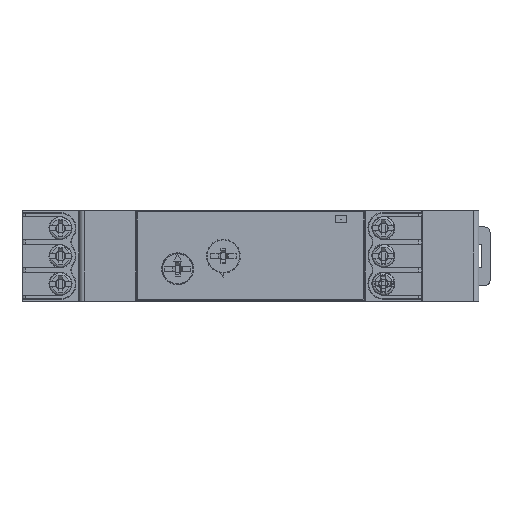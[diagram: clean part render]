
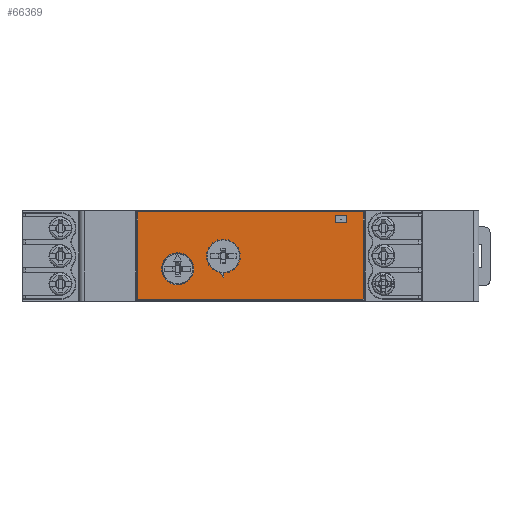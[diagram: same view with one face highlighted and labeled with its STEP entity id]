
A CAD part, top view. The second image highlights one B-rep face of the part: STEP entity #66369.
In plain terms, the highlighted planar face has unit normal (0, 0, 1).
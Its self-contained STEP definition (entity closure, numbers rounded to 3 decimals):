
#2132=B_SPLINE_CURVE_WITH_KNOTS('',3,(#128438,#128439,#128440,#128441),
 .UNSPECIFIED.,.F.,.F.,(4,4),(0.,1.),.UNSPECIFIED.);
#2133=B_SPLINE_CURVE_WITH_KNOTS('',3,(#128460,#128461,#128462,#128463),
 .UNSPECIFIED.,.F.,.F.,(4,4),(0.,1.),.UNSPECIFIED.);
#2134=B_SPLINE_CURVE_WITH_KNOTS('',3,(#128464,#128465,#128466,#128467),
 .UNSPECIFIED.,.F.,.F.,(4,4),(0.,1.),.UNSPECIFIED.);
#2135=B_SPLINE_CURVE_WITH_KNOTS('',3,(#128468,#128469,#128470,#128471),
 .UNSPECIFIED.,.F.,.F.,(4,4),(0.,1.),.UNSPECIFIED.);
#2136=B_SPLINE_CURVE_WITH_KNOTS('',3,(#128472,#128473,#128474,#128475),
 .UNSPECIFIED.,.F.,.F.,(4,4),(0.,1.),.UNSPECIFIED.);
#4180=PLANE('',#73390);
#5983=CIRCLE('',#73391,3.15);
#5984=CIRCLE('',#73392,3.06);
#5985=CIRCLE('',#73393,2.7);
#5986=CIRCLE('',#73394,3.06);
#5987=CIRCLE('',#73395,2.7);
#11868=LINE('',#128344,#18002);
#11869=LINE('',#128352,#18003);
#11872=LINE('',#128374,#18006);
#11874=LINE('',#128389,#18008);
#11883=LINE('',#128431,#18017);
#11884=LINE('',#128434,#18018);
#11885=LINE('',#128436,#18019);
#11886=LINE('',#128447,#18020);
#11887=LINE('',#128451,#18021);
#11888=LINE('',#128455,#18022);
#11889=LINE('',#128459,#18023);
#18002=VECTOR('',#90256,1000.);
#18003=VECTOR('',#90259,1000.);
#18006=VECTOR('',#90264,1000.);
#18008=VECTOR('',#90268,1000.);
#18017=VECTOR('',#90295,1000.);
#18018=VECTOR('',#90296,1000.);
#18019=VECTOR('',#90297,1000.);
#18020=VECTOR('',#90302,1000.);
#18021=VECTOR('',#90305,1000.);
#18022=VECTOR('',#90308,1000.);
#18023=VECTOR('',#90311,1000.);
#36732=ORIENTED_EDGE('',*,*,#46787,.T.);
#36733=ORIENTED_EDGE('',*,*,#46788,.T.);
#36734=ORIENTED_EDGE('',*,*,#46789,.T.);
#36735=ORIENTED_EDGE('',*,*,#46790,.F.);
#36736=ORIENTED_EDGE('',*,*,#46791,.F.);
#36737=ORIENTED_EDGE('',*,*,#46792,.F.);
#36738=ORIENTED_EDGE('',*,*,#46793,.F.);
#36739=ORIENTED_EDGE('',*,*,#46794,.F.);
#36740=ORIENTED_EDGE('',*,*,#46795,.T.);
#36741=ORIENTED_EDGE('',*,*,#46796,.F.);
#36742=ORIENTED_EDGE('',*,*,#46797,.F.);
#36743=ORIENTED_EDGE('',*,*,#46798,.F.);
#36744=ORIENTED_EDGE('',*,*,#46799,.T.);
#36745=ORIENTED_EDGE('',*,*,#46766,.F.);
#36746=ORIENTED_EDGE('',*,*,#46800,.T.);
#36747=ORIENTED_EDGE('',*,*,#46758,.T.);
#36748=ORIENTED_EDGE('',*,*,#46801,.T.);
#36749=ORIENTED_EDGE('',*,*,#46760,.T.);
#36750=ORIENTED_EDGE('',*,*,#46802,.T.);
#36751=ORIENTED_EDGE('',*,*,#46770,.F.);
#36752=ORIENTED_EDGE('',*,*,#46803,.T.);
#46758=EDGE_CURVE('',#53063,#53066,#11868,.T.);
#46760=EDGE_CURVE('',#53069,#53067,#11869,.T.);
#46766=EDGE_CURVE('',#53074,#53071,#11872,.T.);
#46770=EDGE_CURVE('',#53078,#53075,#11874,.T.);
#46787=EDGE_CURVE('',#53087,#53088,#11883,.T.);
#46788=EDGE_CURVE('',#53088,#53089,#11884,.T.);
#46789=EDGE_CURVE('',#53089,#53090,#11885,.T.);
#46790=EDGE_CURVE('',#53087,#53090,#2132,.F.);
#46791=EDGE_CURVE('',#53091,#53091,#5983,.T.);
#46792=EDGE_CURVE('',#53092,#53093,#5984,.T.);
#46793=EDGE_CURVE('',#53094,#53092,#11886,.T.);
#46794=EDGE_CURVE('',#53095,#53094,#5985,.T.);
#46795=EDGE_CURVE('',#53095,#53096,#11887,.T.);
#46796=EDGE_CURVE('',#53097,#53096,#5986,.T.);
#46797=EDGE_CURVE('',#53098,#53097,#11888,.T.);
#46798=EDGE_CURVE('',#53099,#53098,#5987,.T.);
#46799=EDGE_CURVE('',#53099,#53093,#11889,.T.);
#46800=EDGE_CURVE('',#53074,#53063,#2133,.T.);
#46801=EDGE_CURVE('',#53066,#53069,#2134,.T.);
#46802=EDGE_CURVE('',#53067,#53075,#2135,.T.);
#46803=EDGE_CURVE('',#53078,#53071,#2136,.T.);
#53063=VERTEX_POINT('',#128335);
#53066=VERTEX_POINT('',#128343);
#53067=VERTEX_POINT('',#128350);
#53069=VERTEX_POINT('',#128353);
#53071=VERTEX_POINT('',#128365);
#53074=VERTEX_POINT('',#128373);
#53075=VERTEX_POINT('',#128380);
#53078=VERTEX_POINT('',#128388);
#53087=VERTEX_POINT('',#128432);
#53088=VERTEX_POINT('',#128433);
#53089=VERTEX_POINT('',#128435);
#53090=VERTEX_POINT('',#128437);
#53091=VERTEX_POINT('',#128443);
#53092=VERTEX_POINT('',#128445);
#53093=VERTEX_POINT('',#128446);
#53094=VERTEX_POINT('',#128448);
#53095=VERTEX_POINT('',#128450);
#53096=VERTEX_POINT('',#128452);
#53097=VERTEX_POINT('',#128454);
#53098=VERTEX_POINT('',#128456);
#53099=VERTEX_POINT('',#128458);
#57471=EDGE_LOOP('',(#36732,#36733,#36734,#36735));
#57472=EDGE_LOOP('',(#36736));
#57473=EDGE_LOOP('',(#36737,#36738,#36739,#36740,#36741,#36742,#36743,#36744));
#57474=EDGE_LOOP('',(#36745,#36746,#36747,#36748,#36749,#36750,#36751,#36752));
#61569=FACE_BOUND('',#57471,.T.);
#61570=FACE_BOUND('',#57472,.T.);
#61571=FACE_BOUND('',#57473,.T.);
#61572=FACE_BOUND('',#57474,.T.);
#66369=ADVANCED_FACE('',(#61569,#61570,#61571,#61572),#4180,.T.);
#73390=AXIS2_PLACEMENT_3D('',#128430,#90293,#90294);
#73391=AXIS2_PLACEMENT_3D('',#128442,#90298,#90299);
#73392=AXIS2_PLACEMENT_3D('',#128444,#90300,#90301);
#73393=AXIS2_PLACEMENT_3D('',#128449,#90303,#90304);
#73394=AXIS2_PLACEMENT_3D('',#128453,#90306,#90307);
#73395=AXIS2_PLACEMENT_3D('',#128457,#90309,#90310);
#90256=DIRECTION('',(0.,1.,0.));
#90259=DIRECTION('',(-1.,0.,0.));
#90264=DIRECTION('',(-1.,0.,0.));
#90268=DIRECTION('',(0.,1.,0.));
#90293=DIRECTION('',(0.,0.,1.));
#90294=DIRECTION('',(1.,0.,0.));
#90295=DIRECTION('',(0.,1.,0.));
#90296=DIRECTION('',(1.,0.,0.));
#90297=DIRECTION('',(0.,-1.,0.));
#90298=DIRECTION('',(0.,0.,1.));
#90299=DIRECTION('',(1.,0.,0.));
#90300=DIRECTION('',(0.,0.,1.));
#90301=DIRECTION('',(1.,0.,0.));
#90302=DIRECTION('',(0.819,-0.574,0.));
#90303=DIRECTION('',(0.,0.,1.));
#90304=DIRECTION('',(1.,0.,0.));
#90305=DIRECTION('',(0.,-1.,0.));
#90306=DIRECTION('',(0.,0.,1.));
#90307=DIRECTION('',(1.,0.,0.));
#90308=DIRECTION('',(0.,-1.,0.));
#90309=DIRECTION('',(0.,0.,1.));
#90310=DIRECTION('',(1.,0.,0.));
#90311=DIRECTION('',(-0.819,-0.574,0.));
#128335=CARTESIAN_POINT('',(20.555,1.731,42.527));
#128343=CARTESIAN_POINT('',(20.555,18.569,42.527));
#128344=CARTESIAN_POINT('',(20.555,19.1,42.527));
#128350=CARTESIAN_POINT('',(-23.634,18.819,42.527));
#128352=CARTESIAN_POINT('',(22.523,18.819,42.527));
#128353=CARTESIAN_POINT('',(20.305,18.819,42.527));
#128365=CARTESIAN_POINT('',(-23.634,1.481,42.527));
#128373=CARTESIAN_POINT('',(20.305,1.481,42.527));
#128374=CARTESIAN_POINT('',(22.523,1.481,42.527));
#128380=CARTESIAN_POINT('',(-23.884,18.569,42.527));
#128388=CARTESIAN_POINT('',(-23.884,1.731,42.527));
#128389=CARTESIAN_POINT('',(-23.884,-0.07,42.527));
#128430=CARTESIAN_POINT('',(22.523,-0.07,42.527));
#128431=CARTESIAN_POINT('',(15.131,-0.07,42.527));
#128432=CARTESIAN_POINT('',(15.131,16.608,42.527));
#128433=CARTESIAN_POINT('',(15.131,18.099,42.527));
#128434=CARTESIAN_POINT('',(22.523,18.099,42.527));
#128435=CARTESIAN_POINT('',(17.234,18.099,42.527));
#128436=CARTESIAN_POINT('',(17.234,-0.07,42.527));
#128437=CARTESIAN_POINT('',(17.234,16.608,42.527));
#128438=CARTESIAN_POINT('',(17.234,16.608,42.527));
#128439=CARTESIAN_POINT('',(16.533,16.608,42.527));
#128440=CARTESIAN_POINT('',(15.832,16.608,42.527));
#128441=CARTESIAN_POINT('',(15.131,16.608,42.527));
#128442=CARTESIAN_POINT('',(-16.009,7.562,42.527));
#128443=CARTESIAN_POINT('',(-12.859,7.562,42.527));
#128444=CARTESIAN_POINT('',(-7.009,10.062,42.527));
#128445=CARTESIAN_POINT('',(-4.932,7.815,42.527));
#128446=CARTESIAN_POINT('',(-9.086,7.815,42.527));
#128447=CARTESIAN_POINT('',(-5.235,8.027,42.527));
#128448=CARTESIAN_POINT('',(-5.235,8.027,42.527));
#128449=CARTESIAN_POINT('',(-7.009,10.062,42.527));
#128450=CARTESIAN_POINT('',(-6.059,7.535,42.527));
#128451=CARTESIAN_POINT('',(-6.059,7.535,42.527));
#128452=CARTESIAN_POINT('',(-6.059,7.154,42.527));
#128453=CARTESIAN_POINT('',(-7.009,10.062,42.527));
#128454=CARTESIAN_POINT('',(-7.959,7.154,42.527));
#128455=CARTESIAN_POINT('',(-7.959,7.154,42.527));
#128456=CARTESIAN_POINT('',(-7.959,7.535,42.527));
#128457=CARTESIAN_POINT('',(-7.009,10.062,42.527));
#128458=CARTESIAN_POINT('',(-8.783,8.027,42.527));
#128459=CARTESIAN_POINT('',(-8.783,8.027,42.527));
#128460=CARTESIAN_POINT('',(20.305,1.481,42.527));
#128461=CARTESIAN_POINT('',(20.436,1.481,42.527));
#128462=CARTESIAN_POINT('',(20.555,1.597,42.527));
#128463=CARTESIAN_POINT('',(20.555,1.731,42.527));
#128464=CARTESIAN_POINT('',(20.555,18.569,42.527));
#128465=CARTESIAN_POINT('',(20.555,18.701,42.527));
#128466=CARTESIAN_POINT('',(20.438,18.819,42.527));
#128467=CARTESIAN_POINT('',(20.305,18.819,42.527));
#128468=CARTESIAN_POINT('',(-23.634,18.819,42.527));
#128469=CARTESIAN_POINT('',(-23.766,18.819,42.527));
#128470=CARTESIAN_POINT('',(-23.884,18.703,42.527));
#128471=CARTESIAN_POINT('',(-23.884,18.569,42.527));
#128472=CARTESIAN_POINT('',(-23.884,1.731,42.527));
#128473=CARTESIAN_POINT('',(-23.884,1.599,42.527));
#128474=CARTESIAN_POINT('',(-23.768,1.481,42.527));
#128475=CARTESIAN_POINT('',(-23.634,1.481,42.527));
